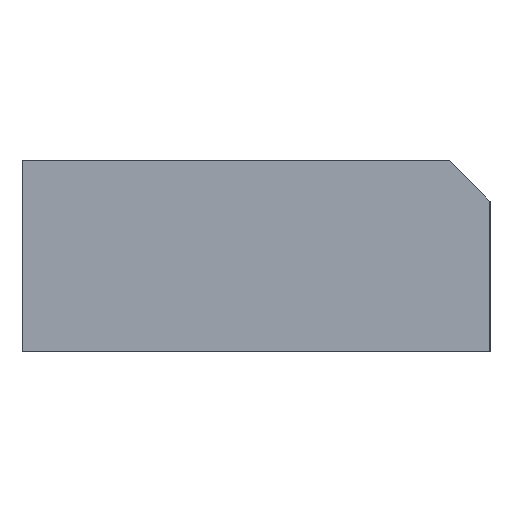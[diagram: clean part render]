
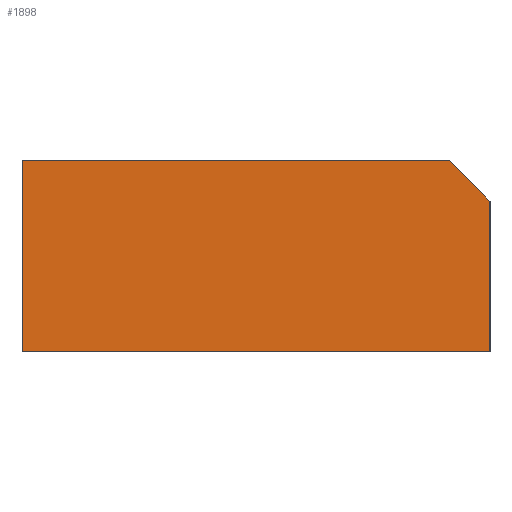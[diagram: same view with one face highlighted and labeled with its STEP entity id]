
A CAD part, left-side view. The second image highlights one B-rep face of the part: STEP entity #1898.
In plain terms, the highlighted planar face has unit normal (-1, 0, 0).
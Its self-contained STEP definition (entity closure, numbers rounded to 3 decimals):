
#55 = PLANE('',#56);
#56 = AXIS2_PLACEMENT_3D('',#57,#58,#59);
#57 = CARTESIAN_POINT('',(35.5,0.,15.));
#58 = DIRECTION('',(0.,-1.,0.));
#59 = DIRECTION('',(-0.,0.,-1.));
#482 = PLANE('',#483);
#483 = AXIS2_PLACEMENT_3D('',#484,#485,#486);
#484 = CARTESIAN_POINT('',(0.,0.,23.5));
#485 = DIRECTION('',(0.,0.,1.));
#486 = DIRECTION('',(-1.,-0.,-0.));
#607 = VERTEX_POINT('',#608);
#608 = CARTESIAN_POINT('',(0.,-52.5,23.5));
#624 = PLANE('',#625);
#625 = AXIS2_PLACEMENT_3D('',#626,#627,#628);
#626 = CARTESIAN_POINT('',(0.,-55.,21.));
#627 = DIRECTION('',(0.,-0.707,0.707));
#628 = DIRECTION('',(1.,0.,0.));
#636 = EDGE_CURVE('',#637,#607,#639,.T.);
#637 = VERTEX_POINT('',#638);
#638 = CARTESIAN_POINT('',(0.,0.,23.5));
#639 = SURFACE_CURVE('',#640,(#644,#651),.PCURVE_S1.);
#640 = LINE('',#641,#642);
#641 = CARTESIAN_POINT('',(0.,0.,23.5));
#642 = VECTOR('',#643,1.);
#643 = DIRECTION('',(-0.,-1.,-0.));
#644 = PCURVE('',#482,#645);
#645 = DEFINITIONAL_REPRESENTATION('',(#646),#650);
#646 = LINE('',#647,#648);
#647 = CARTESIAN_POINT('',(-0.,-0.));
#648 = VECTOR('',#649,1.);
#649 = DIRECTION('',(-0.,1.));
#650 = ( GEOMETRIC_REPRESENTATION_CONTEXT(2) 
PARAMETRIC_REPRESENTATION_CONTEXT() REPRESENTATION_CONTEXT('2D SPACE',''
  ) );
#651 = PCURVE('',#652,#657);
#652 = PLANE('',#653);
#653 = AXIS2_PLACEMENT_3D('',#654,#655,#656);
#654 = CARTESIAN_POINT('',(0.,0.,0.));
#655 = DIRECTION('',(1.,0.,0.));
#656 = DIRECTION('',(0.,0.,-1.));
#657 = DEFINITIONAL_REPRESENTATION('',(#658),#662);
#658 = LINE('',#659,#660);
#659 = CARTESIAN_POINT('',(-23.5,0.));
#660 = VECTOR('',#661,1.);
#661 = DIRECTION('',(-0.,-1.));
#662 = ( GEOMETRIC_REPRESENTATION_CONTEXT(2) 
PARAMETRIC_REPRESENTATION_CONTEXT() REPRESENTATION_CONTEXT('2D SPACE',''
  ) );
#968 = PLANE('',#969);
#969 = AXIS2_PLACEMENT_3D('',#970,#971,#972);
#970 = CARTESIAN_POINT('',(48.568,-28.463,
    0.));
#971 = DIRECTION('',(0.,0.,-1.));
#972 = DIRECTION('',(-0.,-1.,0.));
#996 = PLANE('',#997);
#997 = AXIS2_PLACEMENT_3D('',#998,#999,#1000);
#998 = CARTESIAN_POINT('',(0.,-57.5,0.));
#999 = DIRECTION('',(-0.,-1.,-0.));
#1000 = DIRECTION('',(0.,0.,-1.));
#1831 = EDGE_CURVE('',#1832,#607,#1834,.T.);
#1832 = VERTEX_POINT('',#1833);
#1833 = CARTESIAN_POINT('',(0.,-57.5,18.5));
#1834 = SURFACE_CURVE('',#1835,(#1839,#1846),.PCURVE_S1.);
#1835 = LINE('',#1836,#1837);
#1836 = CARTESIAN_POINT('',(0.,-46.5,29.5));
#1837 = VECTOR('',#1838,1.);
#1838 = DIRECTION('',(0.,0.707,0.707));
#1839 = PCURVE('',#624,#1840);
#1840 = DEFINITIONAL_REPRESENTATION('',(#1841),#1845);
#1841 = LINE('',#1842,#1843);
#1842 = CARTESIAN_POINT('',(0.,12.021));
#1843 = VECTOR('',#1844,1.);
#1844 = DIRECTION('',(0.,1.));
#1845 = ( GEOMETRIC_REPRESENTATION_CONTEXT(2) 
PARAMETRIC_REPRESENTATION_CONTEXT() REPRESENTATION_CONTEXT('2D SPACE',''
  ) );
#1846 = PCURVE('',#652,#1847);
#1847 = DEFINITIONAL_REPRESENTATION('',(#1848),#1852);
#1848 = LINE('',#1849,#1850);
#1849 = CARTESIAN_POINT('',(-29.5,-46.5));
#1850 = VECTOR('',#1851,1.);
#1851 = DIRECTION('',(-0.707,0.707));
#1852 = ( GEOMETRIC_REPRESENTATION_CONTEXT(2) 
PARAMETRIC_REPRESENTATION_CONTEXT() REPRESENTATION_CONTEXT('2D SPACE',''
  ) );
#1898 = ADVANCED_FACE('',(#1899),#652,.F.);
#1899 = FACE_BOUND('',#1900,.T.);
#1900 = EDGE_LOOP('',(#1901,#1902,#1925,#1948,#1969));
#1901 = ORIENTED_EDGE('',*,*,#636,.F.);
#1902 = ORIENTED_EDGE('',*,*,#1903,.F.);
#1903 = EDGE_CURVE('',#1904,#637,#1906,.T.);
#1904 = VERTEX_POINT('',#1905);
#1905 = CARTESIAN_POINT('',(0.,0.,0.));
#1906 = SURFACE_CURVE('',#1907,(#1911,#1918),.PCURVE_S1.);
#1907 = LINE('',#1908,#1909);
#1908 = CARTESIAN_POINT('',(0.,0.,0.));
#1909 = VECTOR('',#1910,1.);
#1910 = DIRECTION('',(0.,0.,1.));
#1911 = PCURVE('',#652,#1912);
#1912 = DEFINITIONAL_REPRESENTATION('',(#1913),#1917);
#1913 = LINE('',#1914,#1915);
#1914 = CARTESIAN_POINT('',(-0.,0.));
#1915 = VECTOR('',#1916,1.);
#1916 = DIRECTION('',(-1.,0.));
#1917 = ( GEOMETRIC_REPRESENTATION_CONTEXT(2) 
PARAMETRIC_REPRESENTATION_CONTEXT() REPRESENTATION_CONTEXT('2D SPACE',''
  ) );
#1918 = PCURVE('',#55,#1919);
#1919 = DEFINITIONAL_REPRESENTATION('',(#1920),#1924);
#1920 = LINE('',#1921,#1922);
#1921 = CARTESIAN_POINT('',(15.,-35.5));
#1922 = VECTOR('',#1923,1.);
#1923 = DIRECTION('',(-1.,0.));
#1924 = ( GEOMETRIC_REPRESENTATION_CONTEXT(2) 
PARAMETRIC_REPRESENTATION_CONTEXT() REPRESENTATION_CONTEXT('2D SPACE',''
  ) );
#1925 = ORIENTED_EDGE('',*,*,#1926,.T.);
#1926 = EDGE_CURVE('',#1904,#1927,#1929,.T.);
#1927 = VERTEX_POINT('',#1928);
#1928 = CARTESIAN_POINT('',(0.,-57.5,0.));
#1929 = SURFACE_CURVE('',#1930,(#1934,#1941),.PCURVE_S1.);
#1930 = LINE('',#1931,#1932);
#1931 = CARTESIAN_POINT('',(0.,0.,0.));
#1932 = VECTOR('',#1933,1.);
#1933 = DIRECTION('',(-0.,-1.,-0.));
#1934 = PCURVE('',#652,#1935);
#1935 = DEFINITIONAL_REPRESENTATION('',(#1936),#1940);
#1936 = LINE('',#1937,#1938);
#1937 = CARTESIAN_POINT('',(-0.,0.));
#1938 = VECTOR('',#1939,1.);
#1939 = DIRECTION('',(-0.,-1.));
#1940 = ( GEOMETRIC_REPRESENTATION_CONTEXT(2) 
PARAMETRIC_REPRESENTATION_CONTEXT() REPRESENTATION_CONTEXT('2D SPACE',''
  ) );
#1941 = PCURVE('',#968,#1942);
#1942 = DEFINITIONAL_REPRESENTATION('',(#1943),#1947);
#1943 = LINE('',#1944,#1945);
#1944 = CARTESIAN_POINT('',(-28.463,48.568));
#1945 = VECTOR('',#1946,1.);
#1946 = DIRECTION('',(1.,0.));
#1947 = ( GEOMETRIC_REPRESENTATION_CONTEXT(2) 
PARAMETRIC_REPRESENTATION_CONTEXT() REPRESENTATION_CONTEXT('2D SPACE',''
  ) );
#1948 = ORIENTED_EDGE('',*,*,#1949,.T.);
#1949 = EDGE_CURVE('',#1927,#1832,#1950,.T.);
#1950 = SURFACE_CURVE('',#1951,(#1955,#1962),.PCURVE_S1.);
#1951 = LINE('',#1952,#1953);
#1952 = CARTESIAN_POINT('',(0.,-57.5,0.));
#1953 = VECTOR('',#1954,1.);
#1954 = DIRECTION('',(0.,0.,1.));
#1955 = PCURVE('',#652,#1956);
#1956 = DEFINITIONAL_REPRESENTATION('',(#1957),#1961);
#1957 = LINE('',#1958,#1959);
#1958 = CARTESIAN_POINT('',(-0.,-57.5));
#1959 = VECTOR('',#1960,1.);
#1960 = DIRECTION('',(-1.,0.));
#1961 = ( GEOMETRIC_REPRESENTATION_CONTEXT(2) 
PARAMETRIC_REPRESENTATION_CONTEXT() REPRESENTATION_CONTEXT('2D SPACE',''
  ) );
#1962 = PCURVE('',#996,#1963);
#1963 = DEFINITIONAL_REPRESENTATION('',(#1964),#1968);
#1964 = LINE('',#1965,#1966);
#1965 = CARTESIAN_POINT('',(-0.,0.));
#1966 = VECTOR('',#1967,1.);
#1967 = DIRECTION('',(-1.,0.));
#1968 = ( GEOMETRIC_REPRESENTATION_CONTEXT(2) 
PARAMETRIC_REPRESENTATION_CONTEXT() REPRESENTATION_CONTEXT('2D SPACE',''
  ) );
#1969 = ORIENTED_EDGE('',*,*,#1831,.T.);
